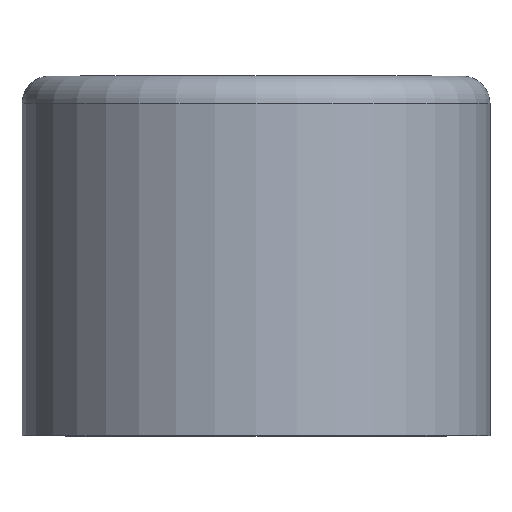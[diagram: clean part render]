
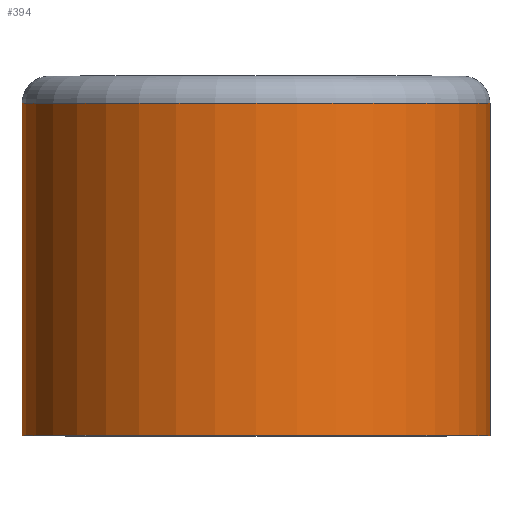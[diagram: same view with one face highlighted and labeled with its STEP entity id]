
A CAD part, top view. The second image highlights one B-rep face of the part: STEP entity #394.
In plain terms, the highlighted cylindrical face has radius 30 mm (diameter 60 mm), a full revolution.
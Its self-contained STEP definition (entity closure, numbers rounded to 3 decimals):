
#39=LINE('',#708,#63);
#63=VECTOR('',#587,30.);
#72=CYLINDRICAL_SURFACE('',#459,30.);
#111=FACE_OUTER_BOUND('',#141,.T.);
#141=EDGE_LOOP('',(#345,#346,#347,#348,#349));
#150=CIRCLE('',#419,30.);
#172=CIRCLE('',#460,30.);
#173=CIRCLE('',#461,30.);
#179=VERTEX_POINT('',#614);
#208=VERTEX_POINT('',#705);
#209=VERTEX_POINT('',#706);
#214=EDGE_CURVE('',#179,#179,#150,.T.);
#257=EDGE_CURVE('',#208,#209,#172,.T.);
#258=EDGE_CURVE('',#208,#179,#39,.T.);
#259=EDGE_CURVE('',#209,#208,#173,.T.);
#345=ORIENTED_EDGE('',*,*,#257,.F.);
#346=ORIENTED_EDGE('',*,*,#258,.T.);
#347=ORIENTED_EDGE('',*,*,#214,.F.);
#348=ORIENTED_EDGE('',*,*,#258,.F.);
#349=ORIENTED_EDGE('',*,*,#259,.F.);
#394=ADVANCED_FACE('',(#111),#72,.T.);
#419=AXIS2_PLACEMENT_3D('',#615,#482,#483);
#459=AXIS2_PLACEMENT_3D('',#704,#583,#584);
#460=AXIS2_PLACEMENT_3D('',#707,#585,#586);
#461=AXIS2_PLACEMENT_3D('',#709,#588,#589);
#482=DIRECTION('center_axis',(0.,-1.,0.));
#483=DIRECTION('ref_axis',(-1.,0.,0.));
#583=DIRECTION('center_axis',(0.,1.,0.));
#584=DIRECTION('ref_axis',(-1.,0.,0.));
#585=DIRECTION('center_axis',(0.,1.,0.));
#586=DIRECTION('ref_axis',(-1.,0.,0.));
#587=DIRECTION('',(0.,-1.,0.));
#588=DIRECTION('center_axis',(0.,1.,0.));
#589=DIRECTION('ref_axis',(-1.,0.,0.));
#614=CARTESIAN_POINT('',(30.,-21.1,0.));
#615=CARTESIAN_POINT('Origin',(0.,-21.1,0.));
#704=CARTESIAN_POINT('Origin',(0.,12.,0.));
#705=CARTESIAN_POINT('',(30.,21.5,0.));
#706=CARTESIAN_POINT('',(0.,21.5,-30.));
#707=CARTESIAN_POINT('Origin',(0.,21.5,0.));
#708=CARTESIAN_POINT('',(30.,12.,0.));
#709=CARTESIAN_POINT('Origin',(0.,21.5,0.));
